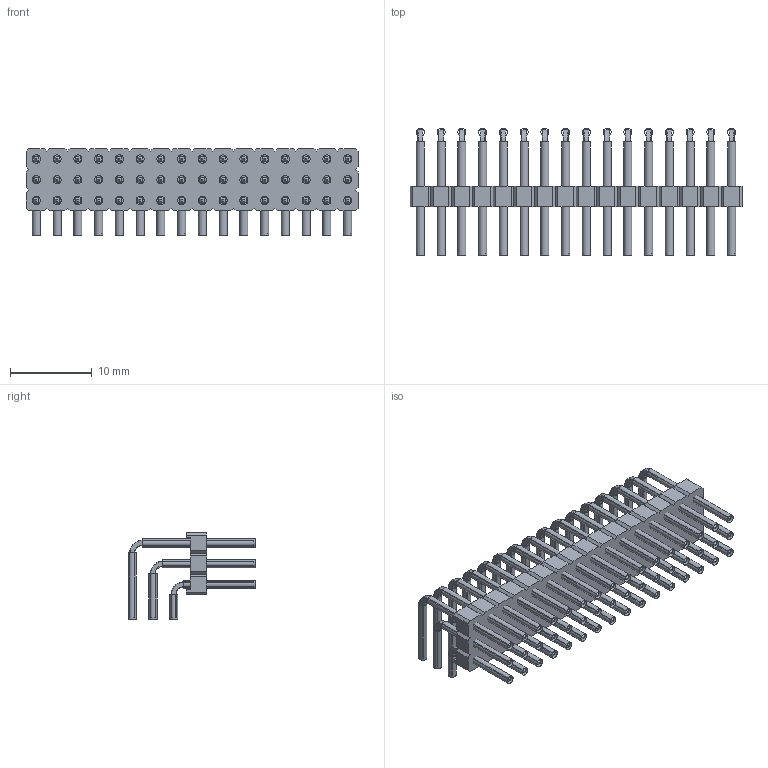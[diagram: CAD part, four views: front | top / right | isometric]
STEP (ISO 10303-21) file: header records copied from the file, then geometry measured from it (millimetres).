
FILE_DESCRIPTION(/* description */ ('-'),/* implementation_level */ '2;1');
FILE_NAME(/* name */ 'Stiftleiste, RM 2,54 mm - 6-3 mm, gewinkelt 90° stehend - 3 x 16 - schwarz',/* time_stamp */ '2022-04-29T19:05:02+02:00',/* author */ ('c.wilms'),/* organization */ ('-'),/* preprocessor_version */ 'ST-DEVELOPER v16.7',/* originating_system */ 'Solid Edge',/* authorisation */ 'Unknown');
FILE_SCHEMA (('AUTOMOTIVE_DESIGN {1 0 10303 214 3 1 1}'));
Length unit declared in the file: millimetre
Products named in the file (5): Stiftleiste, RM 2,54 mm - 6-3 mm, gewinkelt 90° stehend - 3 x 16 - sc
hwarz; Stiftleiste, RM 2,54 mm - Träger - 3 x 16 - schwarz; Stiftleiste, RM 2,54 mm - Stift, Reihe 1 -  6-3 mm, gewinkelt 90° ste
hend; Stiftleiste, RM 2,54 mm - Stift, Reihe 3 -  6-3 mm, gewinkelt 90° ste
hend; Stiftleiste, RM 2,54 mm - Stift, Reihe 2 -  6-3 mm, gewinkelt 90° ste
hend
Assembly tree (49 placements, depth 2):
  Stiftleiste, RM 2,54 mm - 6-3 mm, gewinkelt 90° stehend - 3 x 16 - sc
hwarz
    Stiftleiste, RM 2,54 mm - Träger - 3 x 16 - schwarz
    Stiftleiste, RM 2,54 mm - Stift, Reihe 1 -  6-3 mm, gewinkelt 90° ste
hend  x16
    Stiftleiste, RM 2,54 mm - Stift, Reihe 3 -  6-3 mm, gewinkelt 90° ste
hend  x16
    Stiftleiste, RM 2,54 mm - Stift, Reihe 2 -  6-3 mm, gewinkelt 90° ste
hend  x16
Bounding box: 40.64 x 15.64 x 10.62 mm (x, y, z)
Volume: 972.6 mm3; surface area: 5919.4 mm2
Topology: 49 solids, 145 shells, 2036 faces, 5430 edges, 3492 vertices
Faces by surface type: plane 1076, cylinder 768, torus 192
Full cylindrical faces by diameter (mm): 1 x96
Entity records: 20463 total; most frequent: CARTESIAN_POINT 3532, DIRECTION 3518, ORIENTED_EDGE 3456, EDGE_CURVE 1734, LINE 1242, VECTOR 1242, VERTEX_POINT 1152, AXIS2_PLACEMENT_3D 1138
